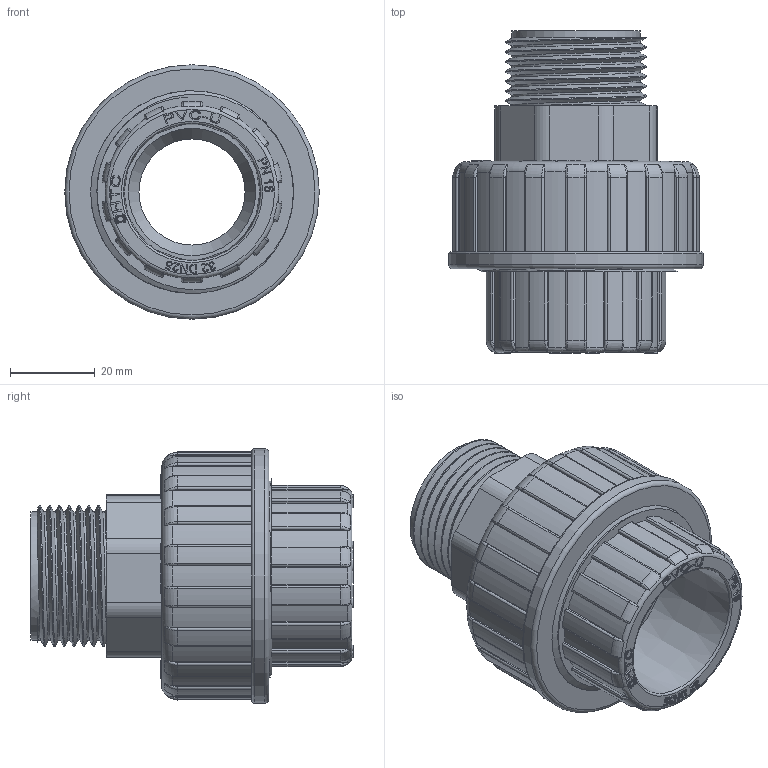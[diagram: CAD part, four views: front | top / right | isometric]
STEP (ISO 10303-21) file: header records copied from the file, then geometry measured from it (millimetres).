
FILE_DESCRIPTION(/* description */ (''),/* implementation_level */ '2;1');
FILE_NAME(/* name */ '32不锈钢外螺纹.stp',/* time_stamp */ '2025-04-28T10:53:21+08:00',/* author */ (''),/* organization */ (''),/* preprocessor_version */ 'ST-DEVELOPER v16',/* originating_system */ 'SIEMENS PLM Software NX 10.0',/* authorisation */ '');
FILE_SCHEMA (('AUTOMOTIVE_DESIGN { 1 0 10303 214 3 1 1 1 }'));
Length unit declared in the file: millimetre
Products named in the file (1): gelv2D688D03eqlh
Bounding box: 60 x 75.95 x 60 mm (x, y, z)
Volume: 22166.9 mm3; surface area: 36848.7 mm2
Topology: 1 solids, 3 shells, 867 faces, 2330 edges, 1531 vertices
Faces by surface type: plane 344, extrusion 229, cylinder 182, bspline 73, torus 37, cone 2
Full cylindrical faces by diameter (mm): 1.269 x1, 1.709 x1, 2.172 x1, 2.903 x1, 25 x1, 25.6 x1, 27 x1, 30.291 x7, 31 x1, 38 x1, 40.8 x1, 41.1 x1, 44 x1, 44.845 x6, 47.803 x7, 60 x1
Entity records: 36758 total; most frequent: CARTESIAN_POINT 17825, ORIENTED_EDGE 4478, DIRECTION 2807, EDGE_CURVE 2239, VERTEX_POINT 1483, B_SPLINE_CURVE_WITH_KNOTS 1354, VECTOR 973, EDGE_LOOP 940
